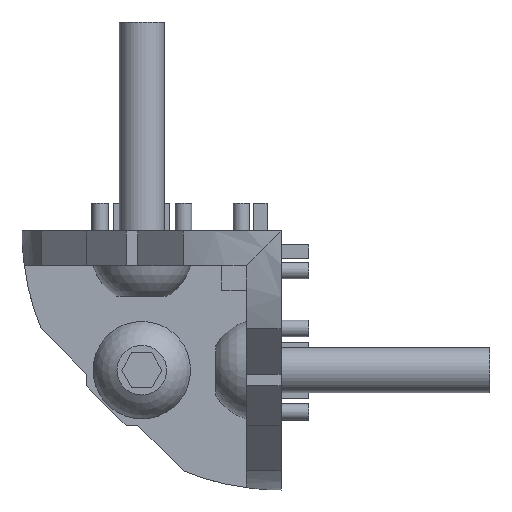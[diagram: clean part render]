
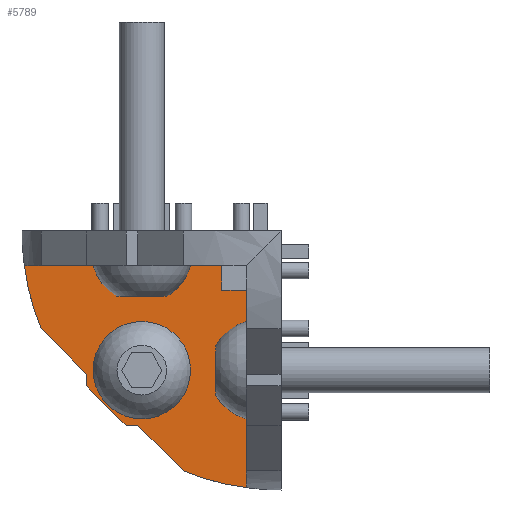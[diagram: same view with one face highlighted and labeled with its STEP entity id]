
A CAD part, front view. The second image highlights one B-rep face of the part: STEP entity #5789.
In plain terms, the highlighted planar face has unit normal (0, -1, 0).
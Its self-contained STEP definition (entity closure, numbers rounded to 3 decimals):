
#858=PLANE('',#5436);
#1024=VECTOR('',#4391,1.);
#1025=VECTOR('',#4392,1.);
#1026=VECTOR('',#4395,1.);
#1027=VECTOR('',#4396,1.);
#1028=VECTOR('',#4397,1.);
#1029=VECTOR('',#4398,1.);
#1030=VECTOR('',#4399,1.);
#1031=VECTOR('',#4402,1.);
#1032=VECTOR('',#4403,1.);
#1450=LINE('',#6020,#1024);
#1451=LINE('',#6022,#1025);
#1452=LINE('',#6026,#1026);
#1453=LINE('',#6028,#1027);
#1454=LINE('',#6030,#1028);
#1455=LINE('',#6032,#1029);
#1456=LINE('',#6034,#1030);
#1457=LINE('',#6038,#1031);
#1458=LINE('',#6039,#1032);
#1878=ORIENTED_EDGE('',*,*,#3356,.F.);
#1879=ORIENTED_EDGE('',*,*,#3357,.F.);
#1880=ORIENTED_EDGE('',*,*,#3358,.T.);
#1881=ORIENTED_EDGE('',*,*,#3359,.T.);
#1882=ORIENTED_EDGE('',*,*,#3360,.T.);
#1883=ORIENTED_EDGE('',*,*,#3361,.T.);
#1884=ORIENTED_EDGE('',*,*,#3362,.T.);
#1885=ORIENTED_EDGE('',*,*,#3363,.T.);
#1886=ORIENTED_EDGE('',*,*,#3364,.F.);
#1887=ORIENTED_EDGE('',*,*,#3365,.F.);
#1888=ORIENTED_EDGE('',*,*,#3366,.F.);
#1889=ORIENTED_EDGE('',*,*,#3367,.T.);
#1890=ORIENTED_EDGE('',*,*,#3352,.F.);
#2912=CIRCLE('',#5434,4.5);
#2914=CIRCLE('',#5437,37.2);
#2915=CIRCLE('',#5438,37.2);
#2916=CIRCLE('',#5439,4.5);
#3002=VERTEX_POINT('',#6009);
#3003=VERTEX_POINT('',#6010);
#3006=VERTEX_POINT('',#6018);
#3007=VERTEX_POINT('',#6019);
#3008=VERTEX_POINT('',#6021);
#3009=VERTEX_POINT('',#6023);
#3010=VERTEX_POINT('',#6025);
#3011=VERTEX_POINT('',#6027);
#3012=VERTEX_POINT('',#6029);
#3013=VERTEX_POINT('',#6031);
#3014=VERTEX_POINT('',#6033);
#3015=VERTEX_POINT('',#6035);
#3016=VERTEX_POINT('',#6037);
#3352=EDGE_CURVE('',#3002,#3003,#2912,.T.);
#3356=EDGE_CURVE('',#3006,#3007,#1450,.T.);
#3357=EDGE_CURVE('',#3008,#3006,#1451,.T.);
#3358=EDGE_CURVE('',#3008,#3009,#2914,.T.);
#3359=EDGE_CURVE('',#3009,#3010,#1452,.T.);
#3360=EDGE_CURVE('',#3010,#3011,#1453,.T.);
#3361=EDGE_CURVE('',#3011,#3012,#1454,.T.);
#3362=EDGE_CURVE('',#3012,#3013,#1455,.T.);
#3363=EDGE_CURVE('',#3013,#3014,#1456,.T.);
#3364=EDGE_CURVE('',#3015,#3014,#2915,.T.);
#3365=EDGE_CURVE('',#3016,#3015,#1457,.T.);
#3366=EDGE_CURVE('',#3007,#3016,#1458,.T.);
#3367=EDGE_CURVE('',#3002,#3003,#2916,.T.);
#3872=EDGE_LOOP('',(#1878,#1879,#1880,#1881,#1882,#1883,#1884,#1885,#1886,
#1887,#1888));
#3873=EDGE_LOOP('',(#1889,#1890));
#4127=FACE_BOUND('',#3872,.T.);
#4128=FACE_BOUND('',#3873,.T.);
#4383=DIRECTION('',(0.,-1.,0.));
#4384=DIRECTION('',(-4.5,0.,0.));
#4389=DIRECTION('',(0.,-1.,0.));
#4390=DIRECTION('',(-1.,0.,0.));
#4391=DIRECTION('',(0.,0.,-3.5));
#4392=DIRECTION('',(28.362,0.,0.));
#4393=DIRECTION('',(0.,-1.,0.));
#4394=DIRECTION('',(-36.862,0.,-5.));
#4395=DIRECTION('',(6.532,0.,-6.532));
#4396=DIRECTION('',(0.,0.,-1.697));
#4397=DIRECTION('',(5.657,0.,-5.657));
#4398=DIRECTION('',(1.697,0.,0.));
#4399=DIRECTION('',(6.532,0.,-6.532));
#4400=DIRECTION('',(0.,1.,0.));
#4401=DIRECTION('',(-5.,0.,-36.862));
#4402=DIRECTION('',(0.,0.,-28.362));
#4403=DIRECTION('',(3.5,0.,0.));
#4404=DIRECTION('',(0.,1.,0.));
#4405=DIRECTION('',(-4.5,0.,0.));
#5434=AXIS2_PLACEMENT_3D('',#6011,#4383,#4384);
#5436=AXIS2_PLACEMENT_3D('',#6017,#4389,#4390);
#5437=AXIS2_PLACEMENT_3D('',#6024,#4393,#4394);
#5438=AXIS2_PLACEMENT_3D('',#6036,#4400,#4401);
#5439=AXIS2_PLACEMENT_3D('',#6040,#4404,#4405);
#5789=ADVANCED_FACE('',(#4127,#4128),#858,.T.);
#6009=CARTESIAN_POINT('',(-24.5,-5.,-20.));
#6010=CARTESIAN_POINT('',(-15.5,-5.,-20.));
#6011=CARTESIAN_POINT('',(-20.,-5.,-20.));
#6017=CARTESIAN_POINT('',(0.,-5.,0.));
#6018=CARTESIAN_POINT('',(-8.5,-5.,-5.));
#6019=CARTESIAN_POINT('',(-8.5,-5.,-8.5));
#6020=CARTESIAN_POINT('',(-8.5,-5.,-5.));
#6021=CARTESIAN_POINT('',(-36.862,-5.,-5.));
#6022=CARTESIAN_POINT('',(-36.862,-5.,-5.));
#6023=CARTESIAN_POINT('',(-34.451,-5.,-14.034));
#6024=CARTESIAN_POINT('',(0.,-5.,0.));
#6025=CARTESIAN_POINT('',(-27.92,-5.,-20.566));
#6026=CARTESIAN_POINT('',(-34.451,-5.,-14.034));
#6027=CARTESIAN_POINT('',(-27.92,-5.,-22.263));
#6028=CARTESIAN_POINT('',(-27.92,-5.,-20.566));
#6029=CARTESIAN_POINT('',(-22.263,-5.,-27.92));
#6030=CARTESIAN_POINT('',(-27.92,-5.,-22.263));
#6031=CARTESIAN_POINT('',(-20.566,-5.,-27.92));
#6032=CARTESIAN_POINT('',(-22.263,-5.,-27.92));
#6033=CARTESIAN_POINT('',(-14.034,-5.,-34.451));
#6034=CARTESIAN_POINT('',(-20.566,-5.,-27.92));
#6035=CARTESIAN_POINT('',(-5.,-5.,-36.862));
#6036=CARTESIAN_POINT('',(0.,-5.,0.));
#6037=CARTESIAN_POINT('',(-5.,-5.,-8.5));
#6038=CARTESIAN_POINT('',(-5.,-5.,-8.5));
#6039=CARTESIAN_POINT('',(-8.5,-5.,-8.5));
#6040=CARTESIAN_POINT('',(-20.,-5.,-20.));
